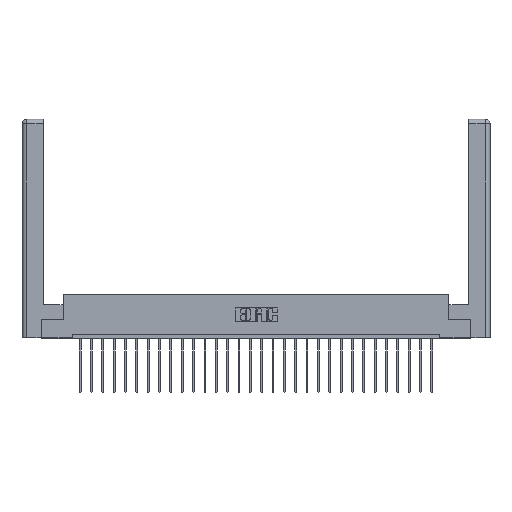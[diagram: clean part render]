
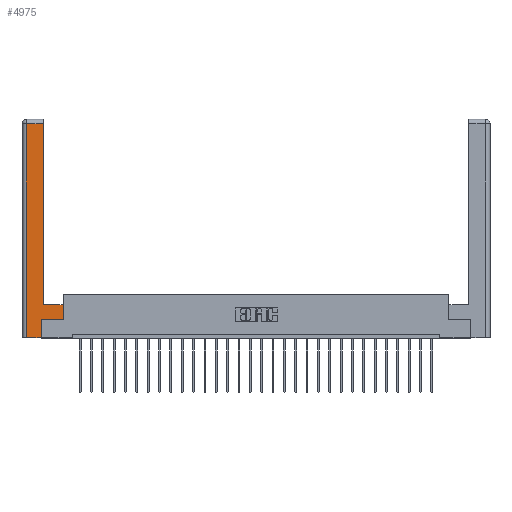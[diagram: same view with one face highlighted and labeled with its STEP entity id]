
A CAD part, top view. The second image highlights one B-rep face of the part: STEP entity #4975.
In plain terms, the highlighted planar face has unit normal (0, 0, 1).
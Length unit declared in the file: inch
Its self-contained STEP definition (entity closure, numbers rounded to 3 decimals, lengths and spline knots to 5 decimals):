
#330 = EDGE_LOOP ( 'NONE', ( #13566, #18194, #11126, #17216, #27684, #27296, #21041, #20327 ) ) ;
#609 = PLANE ( 'NONE',  #21909 ) ;
#1171 = CARTESIAN_POINT ( 'NONE',  ( 0.0615, 2.94, 0. ) ) ;
#1223 = VECTOR ( 'NONE', #26619, 39.37008 ) ;
#1337 = EDGE_CURVE ( 'NONE', #13721, #19340, #20333, .T. ) ;
#1413 = DIRECTION ( 'NONE',  ( 0., 1., 0. ) ) ;
#1613 = LINE ( 'NONE', #22948, #13745 ) ;
#1816 = VERTEX_POINT ( 'NONE', #1171 ) ;
#1873 = LINE ( 'NONE', #20366, #1223 ) ;
#1935 = VECTOR ( 'NONE', #13410, 39.37008 ) ;
#2573 = CARTESIAN_POINT ( 'NONE',  ( 0.265, 0.245, 0. ) ) ;
#2726 = DIRECTION ( 'NONE',  ( 0., 1., 0. ) ) ;
#3148 = EDGE_CURVE ( 'NONE', #4151, #23092, #23913, .T. ) ;
#4151 = VERTEX_POINT ( 'NONE', #11759 ) ;
#4254 = VECTOR ( 'NONE', #20135, 39.37008 ) ;
#4703 = DIRECTION ( 'NONE',  ( -1., 0., 0. ) ) ;
#4795 = CARTESIAN_POINT ( 'NONE',  ( 0.295, 2.94, 0. ) ) ;
#4886 = DIRECTION ( 'NONE',  ( 0., 0., -1. ) ) ;
#4952 = LINE ( 'NONE', #10373, #1935 ) ;
#4975 = ADVANCED_FACE ( 'NONE', ( #10401 ), #609, .F. ) ;
#5533 = CARTESIAN_POINT ( 'NONE',  ( 0.565, 0.245, 0. ) ) ;
#6254 = VERTEX_POINT ( 'NONE', #20979 ) ;
#8346 = LINE ( 'NONE', #10343, #9067 ) ;
#9067 = VECTOR ( 'NONE', #25959, 39.37008 ) ;
#9754 = DIRECTION ( 'NONE',  ( 0., 1., 0. ) ) ;
#9964 = LINE ( 'NONE', #26289, #4254 ) ;
#10343 = CARTESIAN_POINT ( 'NONE',  ( 0.0615, 2.94, 0. ) ) ;
#10373 = CARTESIAN_POINT ( 'NONE',  ( 0.295, 0.45, 0. ) ) ;
#10401 = FACE_OUTER_BOUND ( 'NONE', #330, .T. ) ;
#10556 = CARTESIAN_POINT ( 'NONE',  ( 0.265, 0., 0. ) ) ;
#10845 = EDGE_CURVE ( 'NONE', #6254, #4151, #4952, .T. ) ;
#11126 = ORIENTED_EDGE ( 'NONE', *, *, #19876, .T. ) ;
#11759 = CARTESIAN_POINT ( 'NONE',  ( 0.295, 0.45, 0. ) ) ;
#13410 = DIRECTION ( 'NONE',  ( -1., 0., 0. ) ) ;
#13566 = ORIENTED_EDGE ( 'NONE', *, *, #3148, .T. ) ;
#13721 = VERTEX_POINT ( 'NONE', #16968 ) ;
#13745 = VECTOR ( 'NONE', #1413, 39.37008 ) ;
#14302 = EDGE_CURVE ( 'NONE', #18315, #16933, #9964, .T. ) ;
#15206 = VECTOR ( 'NONE', #9754, 39.37008 ) ;
#16933 = VERTEX_POINT ( 'NONE', #10556 ) ;
#16968 = CARTESIAN_POINT ( 'NONE',  ( 0.265, 0.245, 0. ) ) ;
#17216 = ORIENTED_EDGE ( 'NONE', *, *, #14302, .T. ) ;
#17945 = VECTOR ( 'NONE', #2726, 39.37008 ) ;
#18194 = ORIENTED_EDGE ( 'NONE', *, *, #23390, .T. ) ;
#18315 = VERTEX_POINT ( 'NONE', #26500 ) ;
#19340 = VERTEX_POINT ( 'NONE', #21376 ) ;
#19876 = EDGE_CURVE ( 'NONE', #1816, #18315, #1873, .T. ) ;
#20135 = DIRECTION ( 'NONE',  ( 1., 0., 0. ) ) ;
#20230 = LINE ( 'NONE', #2573, #15206 ) ;
#20327 = ORIENTED_EDGE ( 'NONE', *, *, #10845, .T. ) ;
#20333 = LINE ( 'NONE', #5533, #25315 ) ;
#20366 = CARTESIAN_POINT ( 'NONE',  ( 0.0615, 0., 0. ) ) ;
#20525 = DIRECTION ( 'NONE',  ( 1., 0., 0. ) ) ;
#20979 = CARTESIAN_POINT ( 'NONE',  ( 0.565, 0.45, 0. ) ) ;
#21041 = ORIENTED_EDGE ( 'NONE', *, *, #23971, .T. ) ;
#21376 = CARTESIAN_POINT ( 'NONE',  ( 0.565, 0.245, 0. ) ) ;
#21378 = EDGE_CURVE ( 'NONE', #16933, #13721, #20230, .T. ) ;
#21909 = AXIS2_PLACEMENT_3D ( 'NONE', #24179, #4886, #4703 ) ;
#22948 = CARTESIAN_POINT ( 'NONE',  ( 0.565, 0.45, 0. ) ) ;
#23092 = VERTEX_POINT ( 'NONE', #4795 ) ;
#23390 = EDGE_CURVE ( 'NONE', #23092, #1816, #8346, .T. ) ;
#23913 = LINE ( 'NONE', #24227, #17945 ) ;
#23971 = EDGE_CURVE ( 'NONE', #19340, #6254, #1613, .T. ) ;
#24179 = CARTESIAN_POINT ( 'NONE',  ( 0., 0., 0. ) ) ;
#24227 = CARTESIAN_POINT ( 'NONE',  ( 0.295, 3., 0. ) ) ;
#25315 = VECTOR ( 'NONE', #20525, 39.37008 ) ;
#25959 = DIRECTION ( 'NONE',  ( -1., 0., 0. ) ) ;
#26289 = CARTESIAN_POINT ( 'NONE',  ( 0.265, 0., 0. ) ) ;
#26500 = CARTESIAN_POINT ( 'NONE',  ( 0.0615, 0., 0. ) ) ;
#26619 = DIRECTION ( 'NONE',  ( 0., -1., 0. ) ) ;
#27296 = ORIENTED_EDGE ( 'NONE', *, *, #1337, .T. ) ;
#27684 = ORIENTED_EDGE ( 'NONE', *, *, #21378, .T. ) ;
